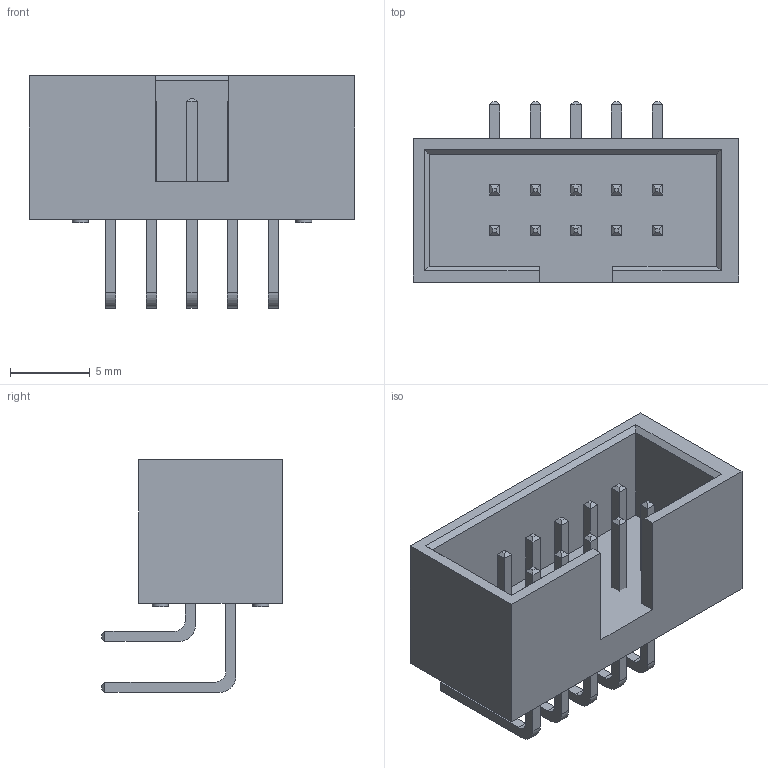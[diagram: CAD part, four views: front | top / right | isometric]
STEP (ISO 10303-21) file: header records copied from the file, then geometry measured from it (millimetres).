
FILE_DESCRIPTION(('FreeCAD Model'),'2;1');
FILE_NAME( 'IDC10-45.step' ,'2017-11-02T12:07:34',('Author'),(''), 'Open CASCADE STEP processor 6.8','FreeCAD','Unknown');
FILE_SCHEMA(('AUTOMOTIVE_DESIGN_CC2 { 1 2 10303 214 -1 1 5 4 }'));
Length unit declared in the file: millimetre
Products named in the file (7): ASSEMBLY; Cylinder; Chamfer001; Cylinder003; Cylinder002; Cylinder001; pins45
Assembly tree (6 placements, depth 2):
  ASSEMBLY
    Cylinder
    Chamfer001
    Cylinder003
    Cylinder002
    Cylinder001
    pins45
Bounding box: 20.4 x 11.31 x 14.56 mm (x, y, z)
Volume: 854.8 mm3; surface area: 1638.1 mm2
Topology: 15 solids, 15 shells, 211 faces, 459 edges, 278 vertices
Faces by surface type: plane 187, cylinder 24
Full cylindrical faces by diameter (mm): 1 x4
Entity records: 11944 total; most frequent: CARTESIAN_POINT 2002, DIRECTION 1832, LINE 1272, VECTOR 1272, ORIENTED_EDGE 918, PCURVE 918, DEFINITIONAL_REPRESENTATION 918, EDGE_CURVE 459
